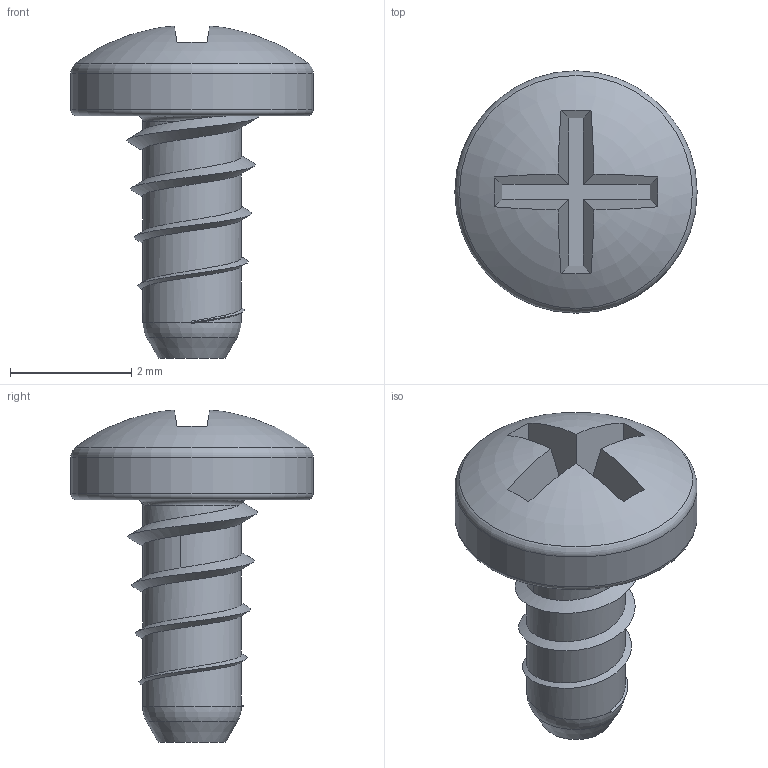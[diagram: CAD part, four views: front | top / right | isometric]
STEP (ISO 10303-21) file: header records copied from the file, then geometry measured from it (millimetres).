
FILE_DESCRIPTION(('STEP AP214'), '1');
FILE_NAME('Screw ST2.2', '', ('UNSPECIFIED'), ('UNSPECIFIED'), 'ASCON STEP Converter 1.6', 'ASCON Math Kernel', '');
FILE_SCHEMA(('AUTOMOTIVE_DESIGN { 1 0 10303 214 3 1 1}'));
Length unit declared in the file: millimetre
Bounding box: 4 x 4 x 5.48 mm (x, y, z)
Volume: 21.5 mm3; surface area: 67.1 mm2
Topology: 1 solids, 1 shells, 29 faces, 75 edges, 50 vertices
Faces by surface type: plane 16, torus 5, cylinder 5, bspline 2, cone 1
Full cylindrical faces by diameter (mm): 4 x1
Entity records: 2768 total; most frequent: CARTESIAN_POINT 1861, ORIENTED_EDGE 136, DIRECTION 105, EDGE_CURVE 68, VERTEX_POINT 48, AXIS2_PLACEMENT_3D 38, EDGE_LOOP 36, COLOUR_RGB 31
